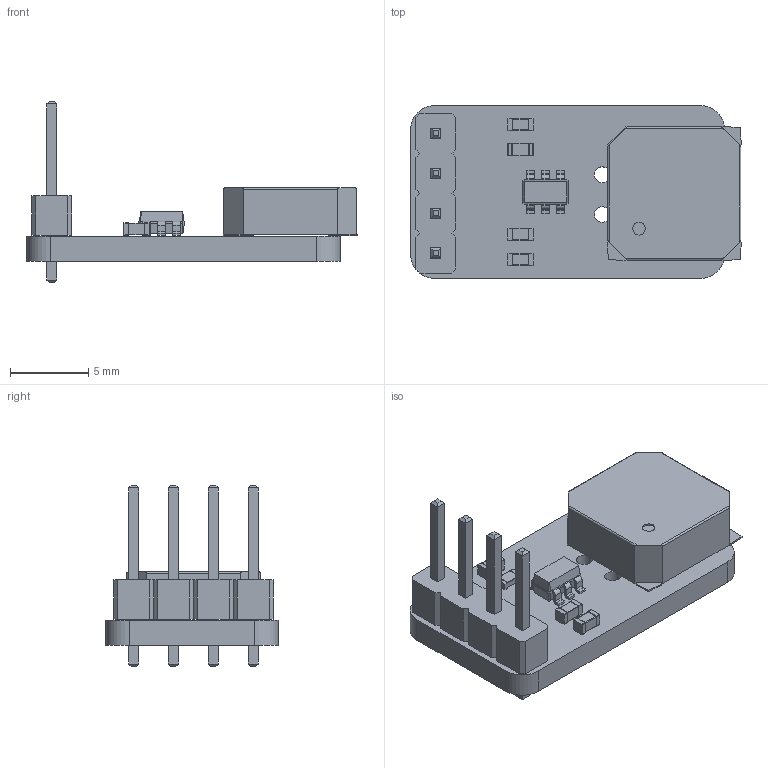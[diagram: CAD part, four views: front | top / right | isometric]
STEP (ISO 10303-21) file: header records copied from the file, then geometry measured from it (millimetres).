
FILE_DESCRIPTION(('KiCad electronic assembly'),'2;1');
FILE_NAME('pam8301_breakout.step','2019-06-01T15:04:13',('An Author'),( 'A Company'),'Open CASCADE STEP processor 6.9', 'KiCad to STEP converter','Unknown');
FILE_SCHEMA(('AUTOMOTIVE_DESIGN { 1 0 10303 214 1 1 1 1 }'));
Length unit declared in the file: millimetre
Products named in the file (12): Open CASCADE STEP translator 6.9 1; PinHeader_1x04_P2.54mm_Vertical; SOLID; R_0603_1608Metric; SOT-23-6; PUIAudio_SMT_0825_S_4_R; C_0603_1608Metric; COMPOUND
Assembly tree (13 placements, depth 3):
  Open CASCADE STEP translator 6.9 1
    PinHeader_1x04_P2.54mm_Vertical
      SOLID
    R_0603_1608Metric
      SOLID
    SOT-23-6
      SOLID
    PUIAudio_SMT_0825_S_4_R
      SOLID
    C_0603_1608Metric  x3
      SOLID
    COMPOUND
Bounding box: 21.07 x 11 x 11.54 mm (x, y, z)
Volume: 628.5 mm3; surface area: 1081.6 mm2
Topology: 8 solids, 8 shells, 401 faces, 1023 edges, 654 vertices
Faces by surface type: plane 288, cylinder 83, bspline 30
Full cylindrical faces by diameter (mm): 0.8 x1, 1 x6
Entity records: 24432 total; most frequent: CARTESIAN_POINT 4220, DIRECTION 3266, LINE 2303, VECTOR 2303, ORIENTED_EDGE 1758, PCURVE 1758, DEFINITIONAL_REPRESENTATION 1758, EDGE_CURVE 879
